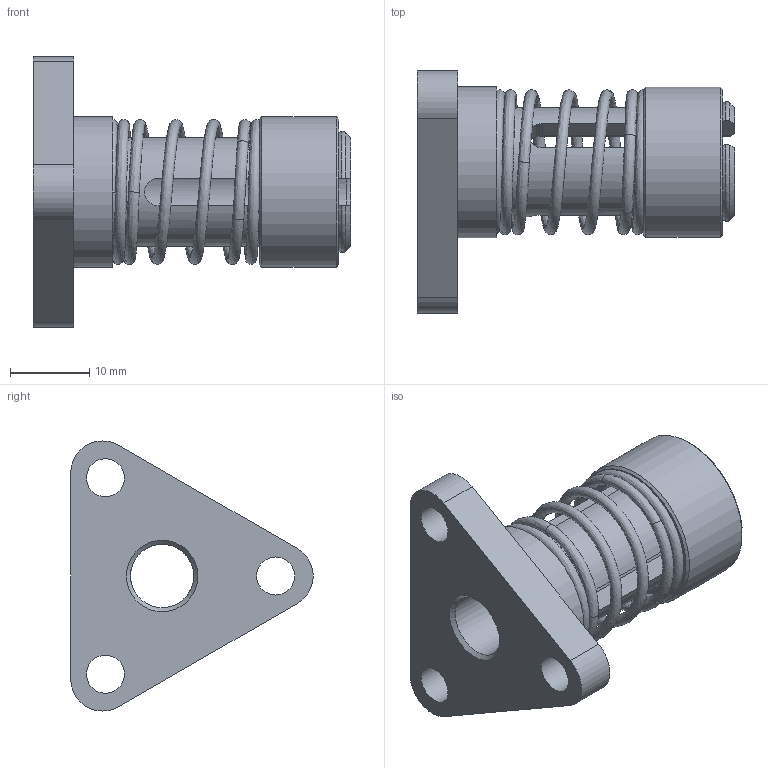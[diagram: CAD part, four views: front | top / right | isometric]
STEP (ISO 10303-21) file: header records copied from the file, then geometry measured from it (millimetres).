
FILE_DESCRIPTION(/* description */ (''),/* implementation_level */ '2;1');
FILE_NAME(/* name */ '零件3.stp',/* time_stamp */ '2021-11-05T08:43:30+08:00',/* author */ ('tao.xu'),/* organization */ (''),/* preprocessor_version */ 'ST-DEVELOPER v18',/* originating_system */ 'Autodesk Inventor 2020',/* authorisation */ '');
FILE_SCHEMA (('CONFIG_CONTROL_DESIGN'));
Length unit declared in the file: millimetre
Products named in the file (1): 零件3
Bounding box: 40 x 30.57 x 34.07 mm (x, y, z)
Volume: 7979 mm3; surface area: 6491.4 mm2
Topology: 1 solids, 1 shells, 66 faces, 196 edges, 129 vertices
Faces by surface type: plane 19, cylinder 19, cone 14, bspline 11, torus 3
Full cylindrical faces by diameter (mm): 4.8 x3, 8 x1, 13.76 x1, 19.05 x2
Entity records: 3847 total; most frequent: CARTESIAN_POINT 1986, ORIENTED_EDGE 392, DIRECTION 350, EDGE_CURVE 196, AXIS2_PLACEMENT_3D 144, VERTEX_POINT 129, CIRCLE 88, EDGE_LOOP 79
